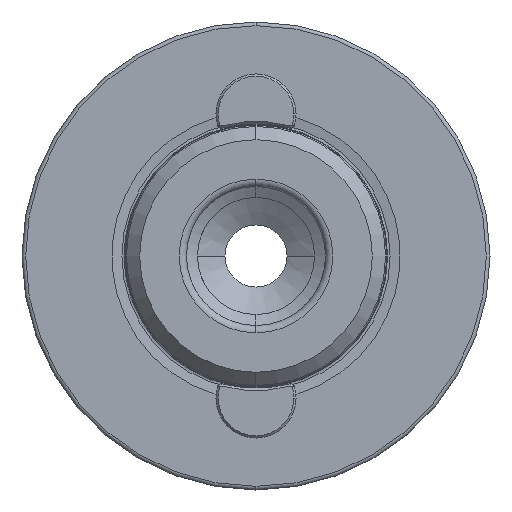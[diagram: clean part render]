
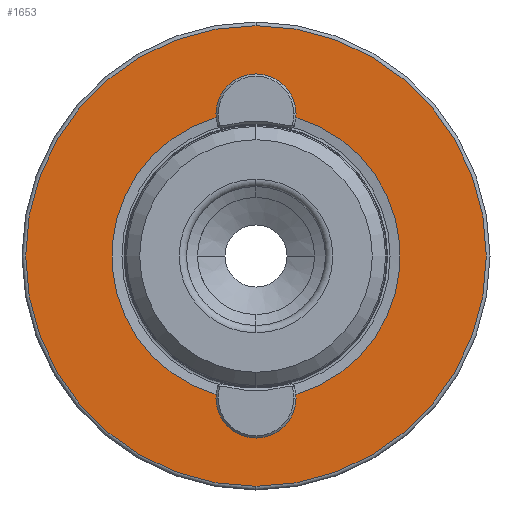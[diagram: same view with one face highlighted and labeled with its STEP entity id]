
A CAD part, left-side view. The second image highlights one B-rep face of the part: STEP entity #1653.
In plain terms, the highlighted planar face has unit normal (-1, 0, 0).
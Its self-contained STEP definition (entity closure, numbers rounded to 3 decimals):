
#57 = EDGE_CURVE ( 'NONE', #528, #1872, #2732, .T. ) ;
#528 = VERTEX_POINT ( 'NONE', #2385 ) ;
#666 = DIRECTION ( 'NONE',  ( 0., 0., -1. ) ) ;
#670 = DIRECTION ( 'NONE',  ( 1., 0., 0. ) ) ;
#696 = CARTESIAN_POINT ( 'NONE',  ( 0., 0., -19.715 ) ) ;
#697 = CIRCLE ( 'NONE', #3779, 3. ) ;
#758 = PLANE ( 'NONE',  #4703 ) ;
#768 = DIRECTION ( 'NONE',  ( 0., 0., 1. ) ) ;
#816 = CIRCLE ( 'NONE', #2682, 31.5 ) ;
#826 = VERTEX_POINT ( 'NONE', #2709 ) ;
#868 = CARTESIAN_POINT ( 'NONE',  ( 0., 0., 0. ) ) ;
#879 = VERTEX_POINT ( 'NONE', #2905 ) ;
#882 = DIRECTION ( 'NONE',  ( -1., 0., 0. ) ) ;
#905 = DIRECTION ( 'NONE',  ( 0., 0., 1. ) ) ;
#963 = EDGE_LOOP ( 'NONE', ( #1803, #1821, #1866, #1874, #1890, #1929 ) ) ;
#989 = DIRECTION ( 'NONE',  ( 0., 0., -1. ) ) ;
#994 = DIRECTION ( 'NONE',  ( 1., 0., 0. ) ) ;
#998 = CARTESIAN_POINT ( 'NONE',  ( 0., 0., 21.5 ) ) ;
#1065 = VERTEX_POINT ( 'NONE', #4056 ) ;
#1148 = CARTESIAN_POINT ( 'NONE',  ( 0., 0., 24.5 ) ) ;
#1179 = AXIS2_PLACEMENT_3D ( 'NONE', #4079, #1183, #768 ) ;
#1183 = DIRECTION ( 'NONE',  ( -1., 0., 0. ) ) ;
#1426 = CARTESIAN_POINT ( 'NONE',  ( 0., 0., 0. ) ) ;
#1436 = DIRECTION ( 'NONE',  ( -1., 0., 0. ) ) ;
#1440 = DIRECTION ( 'NONE',  ( 0., 0., 1. ) ) ;
#1469 = FACE_BOUND ( 'NONE', #963, .T. ) ;
#1653 = ADVANCED_FACE ( 'NONE', ( #1469, #3676 ), #758, .F. ) ;
#1689 = DIRECTION ( 'NONE',  ( 0., 0., 1. ) ) ;
#1773 = CARTESIAN_POINT ( 'NONE',  ( 0., 2.305, -19.58 ) ) ;
#1774 = VERTEX_POINT ( 'NONE', #4967 ) ;
#1803 = ORIENTED_EDGE ( 'NONE', *, *, #4412, .F. ) ;
#1821 = ORIENTED_EDGE ( 'NONE', *, *, #2756, .T. ) ;
#1822 = EDGE_CURVE ( 'NONE', #879, #1774, #816, .T. ) ;
#1856 = EDGE_CURVE ( 'NONE', #826, #528, #697, .T. ) ;
#1866 = ORIENTED_EDGE ( 'NONE', *, *, #4541, .T. ) ;
#1872 = VERTEX_POINT ( 'NONE', #1959 ) ;
#1874 = ORIENTED_EDGE ( 'NONE', *, *, #57, .F. ) ;
#1876 = CARTESIAN_POINT ( 'NONE',  ( 0., 0., -21.5 ) ) ;
#1886 = CIRCLE ( 'NONE', #1179, 19.715 ) ;
#1890 = ORIENTED_EDGE ( 'NONE', *, *, #1856, .F. ) ;
#1904 = EDGE_CURVE ( 'NONE', #1774, #879, #5169, .T. ) ;
#1908 = DIRECTION ( 'NONE',  ( -1., 0., 0. ) ) ;
#1929 = ORIENTED_EDGE ( 'NONE', *, *, #2196, .F. ) ;
#1935 = ORIENTED_EDGE ( 'NONE', *, *, #1822, .T. ) ;
#1951 = ORIENTED_EDGE ( 'NONE', *, *, #1904, .T. ) ;
#1959 = CARTESIAN_POINT ( 'NONE',  ( 0., -2.305, 19.58 ) ) ;
#2196 = EDGE_CURVE ( 'NONE', #3987, #826, #3867, .T. ) ;
#2310 = CARTESIAN_POINT ( 'NONE',  ( 0., 0., 21.5 ) ) ;
#2385 = CARTESIAN_POINT ( 'NONE',  ( 0., -2.305, -19.58 ) ) ;
#2578 = DIRECTION ( 'NONE',  ( 0., 0., -1. ) ) ;
#2623 = CIRCLE ( 'NONE', #3133, 3. ) ;
#2682 = AXIS2_PLACEMENT_3D ( 'NONE', #3524, #3562, #3674 ) ;
#2709 = CARTESIAN_POINT ( 'NONE',  ( 0., 0., -24.5 ) ) ;
#2732 = CIRCLE ( 'NONE', #4867, 19.715 ) ;
#2739 = VERTEX_POINT ( 'NONE', #1148 ) ;
#2756 = EDGE_CURVE ( 'NONE', #1065, #2739, #3657, .T. ) ;
#2905 = CARTESIAN_POINT ( 'NONE',  ( 0., 0., 31.5 ) ) ;
#3133 = AXIS2_PLACEMENT_3D ( 'NONE', #2310, #5144, #2578 ) ;
#3195 = AXIS2_PLACEMENT_3D ( 'NONE', #998, #994, #989 ) ;
#3524 = CARTESIAN_POINT ( 'NONE',  ( 0., 0., 0. ) ) ;
#3562 = DIRECTION ( 'NONE',  ( -1., 0., 0. ) ) ;
#3657 = CIRCLE ( 'NONE', #3195, 3. ) ;
#3674 = DIRECTION ( 'NONE',  ( 0., 0., 1. ) ) ;
#3676 = FACE_OUTER_BOUND ( 'NONE', #4033, .T. ) ;
#3779 = AXIS2_PLACEMENT_3D ( 'NONE', #1876, #1908, #1689 ) ;
#3840 = DIRECTION ( 'NONE',  ( 0., 0., 1. ) ) ;
#3844 = DIRECTION ( 'NONE',  ( -1., 0., 0. ) ) ;
#3850 = CARTESIAN_POINT ( 'NONE',  ( 0., 0., -21.5 ) ) ;
#3867 = CIRCLE ( 'NONE', #5039, 3. ) ;
#3987 = VERTEX_POINT ( 'NONE', #1773 ) ;
#4033 = EDGE_LOOP ( 'NONE', ( #1935, #1951 ) ) ;
#4056 = CARTESIAN_POINT ( 'NONE',  ( 0., 2.305, 19.58 ) ) ;
#4079 = CARTESIAN_POINT ( 'NONE',  ( 0., 0., 0. ) ) ;
#4323 = AXIS2_PLACEMENT_3D ( 'NONE', #868, #882, #905 ) ;
#4412 = EDGE_CURVE ( 'NONE', #1065, #3987, #1886, .T. ) ;
#4541 = EDGE_CURVE ( 'NONE', #2739, #1872, #2623, .T. ) ;
#4703 = AXIS2_PLACEMENT_3D ( 'NONE', #696, #670, #666 ) ;
#4867 = AXIS2_PLACEMENT_3D ( 'NONE', #1426, #1436, #1440 ) ;
#4967 = CARTESIAN_POINT ( 'NONE',  ( 0., 0., -31.5 ) ) ;
#5039 = AXIS2_PLACEMENT_3D ( 'NONE', #3850, #3844, #3840 ) ;
#5144 = DIRECTION ( 'NONE',  ( 1., 0., 0. ) ) ;
#5169 = CIRCLE ( 'NONE', #4323, 31.5 ) ;
